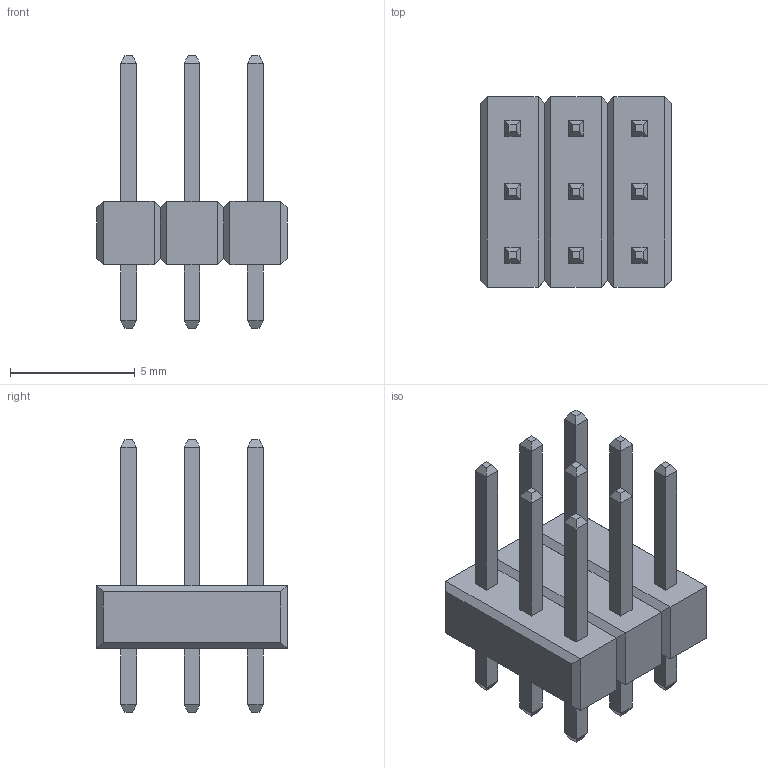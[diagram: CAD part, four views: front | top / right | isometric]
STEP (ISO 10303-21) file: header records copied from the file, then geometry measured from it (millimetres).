
FILE_DESCRIPTION (( 'STEP AP214' ), '1' );
FILE_NAME ('TSW-103-07-x-T.STEP', '2022-07-06T12:22:40', ( '' ), ( '' ), 'SwSTEP 2.0', 'SolidWorks 2018', '' );
FILE_SCHEMA (( 'AUTOMOTIVE_DESIGN' ));
Length unit declared in the file: millimetre
Products named in the file (1): TSW-103-07-x-T
Bounding box: 7.62 x 7.62 x 10.92 mm (x, y, z)
Volume: 173.2 mm3; surface area: 378 mm2
Topology: 1 solids, 1 shells, 200 faces, 436 edges, 256 vertices
Faces by surface type: plane 200
Entity records: 7442 total; most frequent: CARTESIAN_POINT 893, ORIENTED_EDGE 872, DIRECTION 838, LINE 436, EDGE_CURVE 436, VECTOR 436, VERTEX_POINT 256, EDGE_LOOP 218
